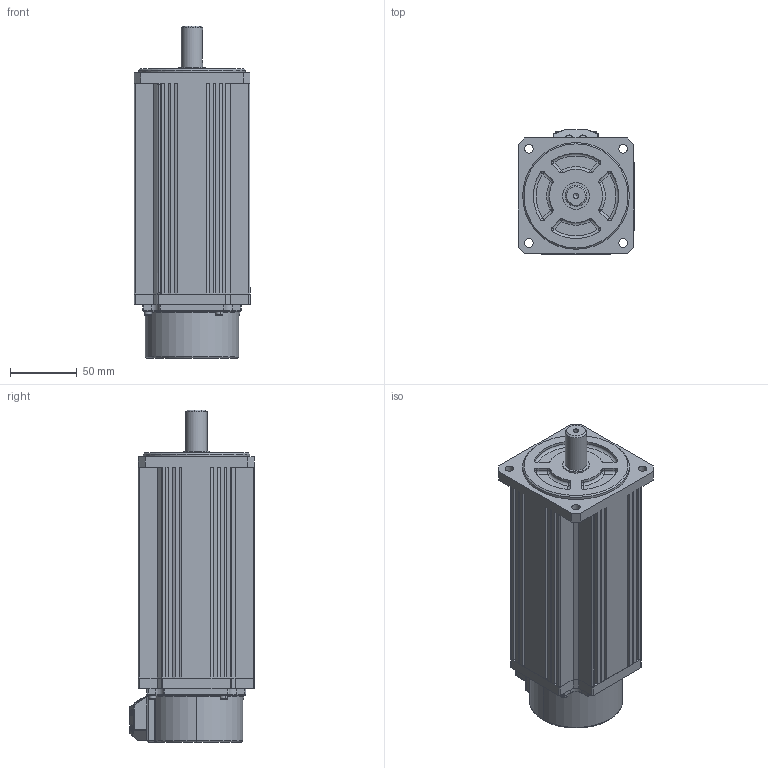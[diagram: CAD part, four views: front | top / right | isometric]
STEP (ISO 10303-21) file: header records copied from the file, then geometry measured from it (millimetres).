
FILE_DESCRIPTION (( 'STEP AP203' ), '1' );
FILE_NAME ('90SFM-E03520-2B6-Z.STEP', '2025-05-08T01:31:28', ( '¼¼Êõ03' ), ( 'HP Inc.' ), 'SwSTEP 2.0', 'SolidWorks 2020', '' );
FILE_SCHEMA (( 'CONFIG_CONTROL_DESIGN' ));
Length unit declared in the file: millimetre
Products named in the file (1): 90SFM-E03520-2B6-Z
Bounding box: 87 x 93.5 x 249 mm (x, y, z)
Volume: 627667.1 mm3; surface area: 186239.4 mm2
Topology: 12 solids, 12 shells, 621 faces, 1522 edges, 921 vertices
Faces by surface type: plane 291, cylinder 217, torus 40, sphere 38, cone 35
Full cylindrical faces by diameter (mm): 4.2 x1, 6.5 x4, 16 x1, 20 x1, 80 x1
Entity records: 17880 total; most frequent: DIRECTION 3261, CARTESIAN_POINT 3089, ORIENTED_EDGE 2914, EDGE_CURVE 1457, AXIS2_PLACEMENT_3D 1198, VERTEX_POINT 906, LINE 865, VECTOR 865
